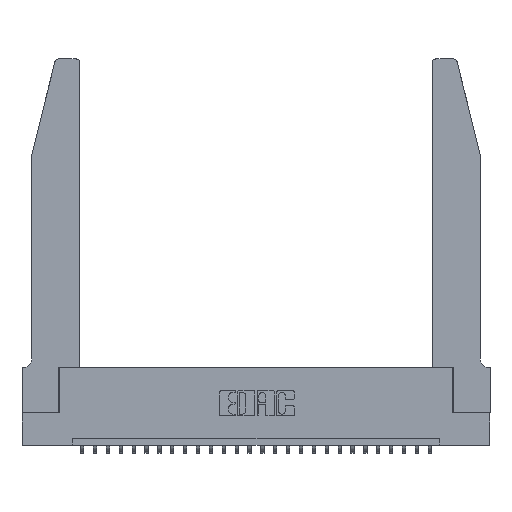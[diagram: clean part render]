
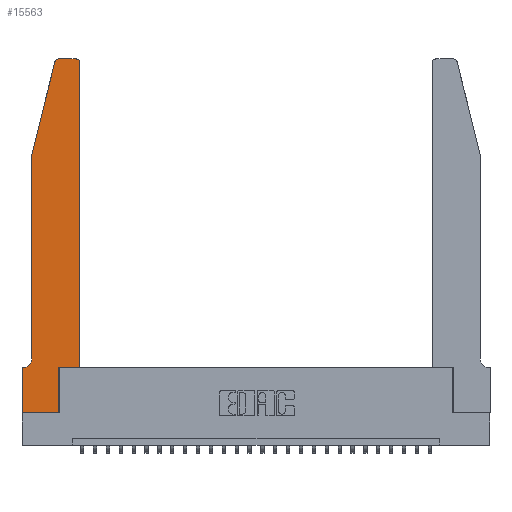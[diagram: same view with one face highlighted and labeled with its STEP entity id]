
A CAD part, top view. The second image highlights one B-rep face of the part: STEP entity #15563.
In plain terms, the highlighted planar face has unit normal (0, 0, 1).
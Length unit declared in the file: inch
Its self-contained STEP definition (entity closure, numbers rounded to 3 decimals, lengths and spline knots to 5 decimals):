
#152 = AXIS2_PLACEMENT_3D ( 'NONE', #5360, #3473, #22397 ) ;
#333 = DIRECTION ( 'NONE',  ( 1., 0., 0. ) ) ;
#366 = VECTOR ( 'NONE', #26708, 39.37008 ) ;
#486 = ORIENTED_EDGE ( 'NONE', *, *, #27266, .T. ) ;
#592 = CARTESIAN_POINT ( 'NONE',  ( 0.4205, 2.72, 0.37 ) ) ;
#884 = ORIENTED_EDGE ( 'NONE', *, *, #10756, .T. ) ;
#1162 = FACE_OUTER_BOUND ( 'NONE', #14160, .T. ) ;
#1252 = VECTOR ( 'NONE', #21612, 39.37008 ) ;
#1331 = ORIENTED_EDGE ( 'NONE', *, *, #2774, .T. ) ;
#1618 = CARTESIAN_POINT ( 'NONE',  ( 0., 0., 0.37 ) ) ;
#1862 = ORIENTED_EDGE ( 'NONE', *, *, #12055, .T. ) ;
#1992 = VERTEX_POINT ( 'NONE', #15824 ) ;
#2107 = VECTOR ( 'NONE', #14333, 39.37008 ) ;
#2265 = CARTESIAN_POINT ( 'NONE',  ( 0.0755, 2., 0.37 ) ) ;
#2630 = CARTESIAN_POINT ( 'NONE',  ( 0.0055, 0.35, 0.37 ) ) ;
#2742 = CARTESIAN_POINT ( 'NONE',  ( 0.4505, 0.35, 0.37 ) ) ;
#2774 = EDGE_CURVE ( 'NONE', #8500, #14175, #3256, .T. ) ;
#2963 = CARTESIAN_POINT ( 'NONE',  ( 0.0755, 2., 0.37 ) ) ;
#3100 = LINE ( 'NONE', #16755, #2107 ) ;
#3256 = CIRCLE ( 'NONE', #8327, 0.07 ) ;
#3287 = ORIENTED_EDGE ( 'NONE', *, *, #24982, .T. ) ;
#3473 = DIRECTION ( 'NONE',  ( 0., 0., 1. ) ) ;
#3766 = VERTEX_POINT ( 'NONE', #12412 ) ;
#3886 = CARTESIAN_POINT ( 'NONE',  ( 0., 0., 0.37 ) ) ;
#3978 = CARTESIAN_POINT ( 'NONE',  ( 0.284, 2.75, 0.37 ) ) ;
#4431 = VERTEX_POINT ( 'NONE', #23956 ) ;
#4633 = VECTOR ( 'NONE', #6755, 39.37008 ) ;
#4787 = CARTESIAN_POINT ( 'NONE',  ( 0., 0., 0.37 ) ) ;
#5025 = CARTESIAN_POINT ( 'NONE',  ( 0.0755, 0.42, 0.37 ) ) ;
#5360 = CARTESIAN_POINT ( 'NONE',  ( 0., 0.35, 0.37 ) ) ;
#5644 = ORIENTED_EDGE ( 'NONE', *, *, #7055, .T. ) ;
#5673 = ORIENTED_EDGE ( 'NONE', *, *, #20915, .T. ) ;
#5802 = VERTEX_POINT ( 'NONE', #3978 ) ;
#5961 = LINE ( 'NONE', #11528, #1252 ) ;
#5974 = DIRECTION ( 'NONE',  ( 0., 0., -1. ) ) ;
#6095 = LINE ( 'NONE', #2742, #366 ) ;
#6491 = DIRECTION ( 'NONE',  ( -0.239, -0.971, 0. ) ) ;
#6549 = CIRCLE ( 'NONE', #16207, 0.03 ) ;
#6755 = DIRECTION ( 'NONE',  ( -1., 0., 0. ) ) ;
#6890 = VECTOR ( 'NONE', #23159, 39.37008 ) ;
#7055 = EDGE_CURVE ( 'NONE', #4431, #18377, #23827, .T. ) ;
#7501 = PLANE ( 'NONE',  #152 ) ;
#7943 = EDGE_CURVE ( 'NONE', #3766, #8500, #13333, .T. ) ;
#8327 = AXIS2_PLACEMENT_3D ( 'NONE', #19066, #5974, #23235 ) ;
#8500 = VERTEX_POINT ( 'NONE', #5025 ) ;
#8718 = EDGE_CURVE ( 'NONE', #16777, #3766, #11327, .T. ) ;
#9783 = VECTOR ( 'NONE', #26176, 39.37008 ) ;
#9858 = AXIS2_PLACEMENT_3D ( 'NONE', #592, #17580, #333 ) ;
#9866 = ORIENTED_EDGE ( 'NONE', *, *, #20186, .T. ) ;
#10671 = DIRECTION ( 'NONE',  ( 1., 0., 0. ) ) ;
#10756 = EDGE_CURVE ( 'NONE', #5802, #16777, #6549, .T. ) ;
#11327 = LINE ( 'NONE', #2265, #12371 ) ;
#11528 = CARTESIAN_POINT ( 'NONE',  ( 0.2605, 2.75, 0.37 ) ) ;
#11687 = VECTOR ( 'NONE', #24442, 39.37008 ) ;
#12055 = EDGE_CURVE ( 'NONE', #1992, #14136, #3100, .T. ) ;
#12259 = CARTESIAN_POINT ( 'NONE',  ( 0.25487, 2.72718, 0.37 ) ) ;
#12371 = VECTOR ( 'NONE', #6491, 39.37008 ) ;
#12412 = CARTESIAN_POINT ( 'NONE',  ( 0.0755, 2., 0.37 ) ) ;
#13333 = LINE ( 'NONE', #2963, #11687 ) ;
#13469 = EDGE_CURVE ( 'NONE', #19841, #27166, #21187, .T. ) ;
#13653 = EDGE_CURVE ( 'NONE', #14136, #26919, #6095, .T. ) ;
#14136 = VERTEX_POINT ( 'NONE', #22581 ) ;
#14160 = EDGE_LOOP ( 'NONE', ( #9866, #884, #27244, #19627, #1331, #3287, #23828, #486, #1862, #18718, #5673, #5644 ) ) ;
#14175 = VERTEX_POINT ( 'NONE', #2630 ) ;
#14333 = DIRECTION ( 'NONE',  ( 0., 1., 0. ) ) ;
#15563 = ADVANCED_FACE ( 'NONE', ( #1162 ), #7501, .T. ) ;
#15824 = CARTESIAN_POINT ( 'NONE',  ( 0.2865, 0., 0.37 ) ) ;
#16207 = AXIS2_PLACEMENT_3D ( 'NONE', #23281, #17060, #10671 ) ;
#16755 = CARTESIAN_POINT ( 'NONE',  ( 0.2865, 0.35, 0.37 ) ) ;
#16777 = VERTEX_POINT ( 'NONE', #12259 ) ;
#16890 = DIRECTION ( 'NONE',  ( 1., 0., 0. ) ) ;
#17060 = DIRECTION ( 'NONE',  ( 0., 0., 1. ) ) ;
#17580 = DIRECTION ( 'NONE',  ( 0., 0., 1. ) ) ;
#17742 = CARTESIAN_POINT ( 'NONE',  ( 0.4505, 0.35, 0.37 ) ) ;
#18363 = VECTOR ( 'NONE', #16890, 39.37008 ) ;
#18377 = VERTEX_POINT ( 'NONE', #25462 ) ;
#18718 = ORIENTED_EDGE ( 'NONE', *, *, #13653, .T. ) ;
#19018 = LINE ( 'NONE', #3886, #18363 ) ;
#19066 = CARTESIAN_POINT ( 'NONE',  ( 0.0055, 0.42, 0.37 ) ) ;
#19627 = ORIENTED_EDGE ( 'NONE', *, *, #7943, .T. ) ;
#19841 = VERTEX_POINT ( 'NONE', #25565 ) ;
#20186 = EDGE_CURVE ( 'NONE', #18377, #5802, #5961, .T. ) ;
#20736 = LINE ( 'NONE', #23214, #4633 ) ;
#20915 = EDGE_CURVE ( 'NONE', #26919, #4431, #21655, .T. ) ;
#21187 = LINE ( 'NONE', #4787, #9783 ) ;
#21612 = DIRECTION ( 'NONE',  ( -1., 0., 0. ) ) ;
#21655 = LINE ( 'NONE', #23318, #6890 ) ;
#22397 = DIRECTION ( 'NONE',  ( 1., 0., 0. ) ) ;
#22581 = CARTESIAN_POINT ( 'NONE',  ( 0.2865, 0.35, 0.37 ) ) ;
#23159 = DIRECTION ( 'NONE',  ( 0., 1., 0. ) ) ;
#23214 = CARTESIAN_POINT ( 'NONE',  ( 0.0755, 0.35, 0.37 ) ) ;
#23235 = DIRECTION ( 'NONE',  ( -1., 0., 0. ) ) ;
#23281 = CARTESIAN_POINT ( 'NONE',  ( 0.284, 2.72, 0.37 ) ) ;
#23318 = CARTESIAN_POINT ( 'NONE',  ( 0.4505, 0.35, 0.37 ) ) ;
#23827 = CIRCLE ( 'NONE', #9858, 0.03 ) ;
#23828 = ORIENTED_EDGE ( 'NONE', *, *, #13469, .T. ) ;
#23956 = CARTESIAN_POINT ( 'NONE',  ( 0.4505, 2.72, 0.37 ) ) ;
#24442 = DIRECTION ( 'NONE',  ( 0., -1., 0. ) ) ;
#24982 = EDGE_CURVE ( 'NONE', #14175, #19841, #20736, .T. ) ;
#25462 = CARTESIAN_POINT ( 'NONE',  ( 0.4205, 2.75, 0.37 ) ) ;
#25565 = CARTESIAN_POINT ( 'NONE',  ( 0., 0.35, 0.37 ) ) ;
#26176 = DIRECTION ( 'NONE',  ( 0., -1., 0. ) ) ;
#26708 = DIRECTION ( 'NONE',  ( 1., 0., 0. ) ) ;
#26919 = VERTEX_POINT ( 'NONE', #17742 ) ;
#27166 = VERTEX_POINT ( 'NONE', #1618 ) ;
#27244 = ORIENTED_EDGE ( 'NONE', *, *, #8718, .T. ) ;
#27266 = EDGE_CURVE ( 'NONE', #27166, #1992, #19018, .T. ) ;
